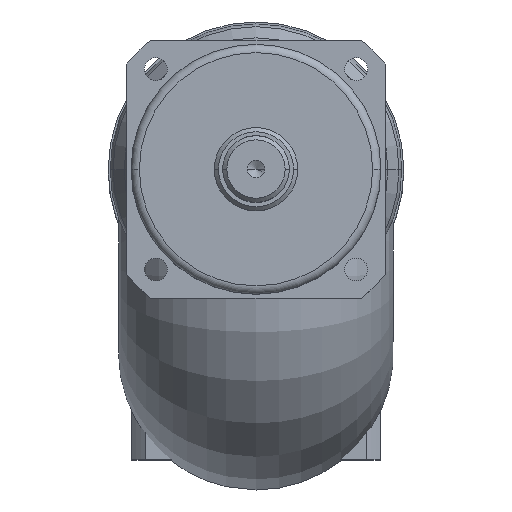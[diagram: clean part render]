
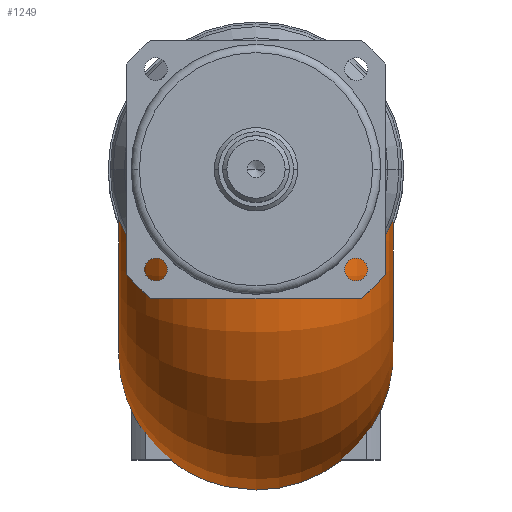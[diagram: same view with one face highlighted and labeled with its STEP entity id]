
A CAD part, top view. The second image highlights one B-rep face of the part: STEP entity #1249.
In plain terms, the highlighted toroidal (fillet/blend) face has major radius 22 mm and minor radius 33 mm.
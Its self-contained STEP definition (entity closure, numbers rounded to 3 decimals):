
#35 = CARTESIAN_POINT ( 'NONE',  ( 33., -22., -30.952 ) ) ;
#43 = CARTESIAN_POINT ( 'NONE',  ( -24.593, -22., -17.399 ) ) ;
#53 = CARTESIAN_POINT ( 'NONE',  ( -2.715, -22., -72.326 ) ) ;
#331 = CARTESIAN_POINT ( 'NONE',  ( 24.593, -22., -17.399 ) ) ;
#338 = CARTESIAN_POINT ( 'NONE',  ( -29.819, -22., -23.242 ) ) ;
#356 = CARTESIAN_POINT ( 'NONE',  ( 0., -22., -72.4 ) ) ;
#383 = DIRECTION ( 'NONE',  ( 0., 0., -1. ) ) ;
#500 = CARTESIAN_POINT ( 'NONE',  ( 33., 0., -17.4 ) ) ;
#539 = EDGE_CURVE ( 'NONE', #3206, #2564, #3456, .T. ) ;
#611 = CARTESIAN_POINT ( 'NONE',  ( 0., -22., -72.4 ) ) ;
#709 = CARTESIAN_POINT ( 'NONE',  ( 0., 0., -17.4 ) ) ;
#747 = ORIENTED_EDGE ( 'NONE', *, *, #2565, .T. ) ;
#932 = CARTESIAN_POINT ( 'NONE',  ( -33., 0., -17.4 ) ) ;
#933 = CARTESIAN_POINT ( 'NONE',  ( 2.715, -22., -72.326 ) ) ;
#962 = ORIENTED_EDGE ( 'NONE', *, *, #3578, .F. ) ;
#1020 = DIRECTION ( 'NONE',  ( -1., 0., 0. ) ) ;
#1079 = ORIENTED_EDGE ( 'NONE', *, *, #1127, .T. ) ;
#1110 = EDGE_LOOP ( 'NONE', ( #962, #3596, #747, #1079, #1767 ) ) ;
#1126 = DIRECTION ( 'NONE',  ( 0., 0., -1. ) ) ;
#1127 = EDGE_CURVE ( 'NONE', #2572, #2564, #3513, .T. ) ;
#1146 = CARTESIAN_POINT ( 'NONE',  ( -24.593, -22., -17.399 ) ) ;
#1249 = ADVANCED_FACE ( 'NONE', ( #2456 ), #1655, .T. ) ;
#1280 = CARTESIAN_POINT ( 'NONE',  ( -33., -22., -30.952 ) ) ;
#1557 = CARTESIAN_POINT ( 'NONE',  ( 7.939, -22., -71.473 ) ) ;
#1578 = CARTESIAN_POINT ( 'NONE',  ( -22.945, -22., -67.122 ) ) ;
#1655 = TOROIDAL_SURFACE ( 'NONE', #1765, 22., 33. ) ;
#1765 = AXIS2_PLACEMENT_3D ( 'NONE', #3192, #2871, #3199 ) ;
#1767 = ORIENTED_EDGE ( 'NONE', *, *, #539, .F. ) ;
#1860 = CARTESIAN_POINT ( 'NONE',  ( 33., -22., -53.971 ) ) ;
#1878 = CARTESIAN_POINT ( 'NONE',  ( -5.361, -22., -72.002 ) ) ;
#1952 = B_SPLINE_CURVE_WITH_KNOTS ( 'NONE', 3,
 ( #43, #338, #1280, #3407, #1578, #3725, #1878, #53, #2190, #356 ),
 .UNSPECIFIED., .F., .F.,
 ( 4, 2, 1, 1, 1, 1, 4 ),
 ( 0.634, 0.75, 0.95, 0.963, 0.975, 0.988, 1. ),
 .UNSPECIFIED. ) ;
#2023 = CIRCLE ( 'NONE', #2154, 33. ) ;
#2030 = CARTESIAN_POINT ( 'NONE',  ( 24.593, -22., -17.399 ) ) ;
#2147 = EDGE_CURVE ( 'NONE', #3845, #2812, #2023, .T. ) ;
#2154 = AXIS2_PLACEMENT_3D ( 'NONE', #709, #2848, #1020 ) ;
#2162 = CARTESIAN_POINT ( 'NONE',  ( 29.819, -22., -23.242 ) ) ;
#2190 = CARTESIAN_POINT ( 'NONE',  ( -0.911, -22., -72.4 ) ) ;
#2210 = CARTESIAN_POINT ( 'NONE',  ( 0., 0., -17.4 ) ) ;
#2456 = FACE_OUTER_BOUND ( 'NONE', #1110, .T. ) ;
#2515 = DIRECTION ( 'NONE',  ( -1., 0., 0. ) ) ;
#2564 = VERTEX_POINT ( 'NONE', #2030 ) ;
#2565 = EDGE_CURVE ( 'NONE', #2812, #2572, #3013, .T. ) ;
#2572 = VERTEX_POINT ( 'NONE', #500 ) ;
#2695 = AXIS2_PLACEMENT_3D ( 'NONE', #2948, #1126, #3260 ) ;
#2761 = CARTESIAN_POINT ( 'NONE',  ( 0., -22., -72.4 ) ) ;
#2812 = VERTEX_POINT ( 'NONE', #932 ) ;
#2848 = DIRECTION ( 'NONE',  ( 0., 0., -1. ) ) ;
#2868 = AXIS2_PLACEMENT_3D ( 'NONE', #2210, #383, #2515 ) ;
#2871 = DIRECTION ( 'NONE',  ( 1., 0., 0. ) ) ;
#2948 = CARTESIAN_POINT ( 'NONE',  ( 0., 0., -17.4 ) ) ;
#3013 = CIRCLE ( 'NONE', #2695, 33. ) ;
#3069 = CARTESIAN_POINT ( 'NONE',  ( 0.911, -22., -72.4 ) ) ;
#3192 = CARTESIAN_POINT ( 'NONE',  ( 0., -22., -17.4 ) ) ;
#3199 = DIRECTION ( 'NONE',  ( 0., 0., -1. ) ) ;
#3206 = VERTEX_POINT ( 'NONE', #611 ) ;
#3260 = DIRECTION ( 'NONE',  ( -1., 0., 0. ) ) ;
#3388 = CARTESIAN_POINT ( 'NONE',  ( 5.361, -22., -72.002 ) ) ;
#3407 = CARTESIAN_POINT ( 'NONE',  ( -33., -22., -53.971 ) ) ;
#3456 = B_SPLINE_CURVE_WITH_KNOTS ( 'NONE', 3,
 ( #2761, #3069, #933, #3388, #1557, #3694, #1860, #35, #2162, #331 ),
 .UNSPECIFIED., .F., .F.,
 ( 4, 1, 1, 1, 1, 2, 4 ),
 ( 0., 0.012, 0.025, 0.038, 0.05, 0.25, 0.366 ),
 .UNSPECIFIED. ) ;
#3513 = CIRCLE ( 'NONE', #2868, 33. ) ;
#3578 = EDGE_CURVE ( 'NONE', #3845, #3206, #1952, .T. ) ;
#3596 = ORIENTED_EDGE ( 'NONE', *, *, #2147, .T. ) ;
#3694 = CARTESIAN_POINT ( 'NONE',  ( 22.945, -22., -67.122 ) ) ;
#3725 = CARTESIAN_POINT ( 'NONE',  ( -7.939, -22., -71.473 ) ) ;
#3845 = VERTEX_POINT ( 'NONE', #1146 ) ;
